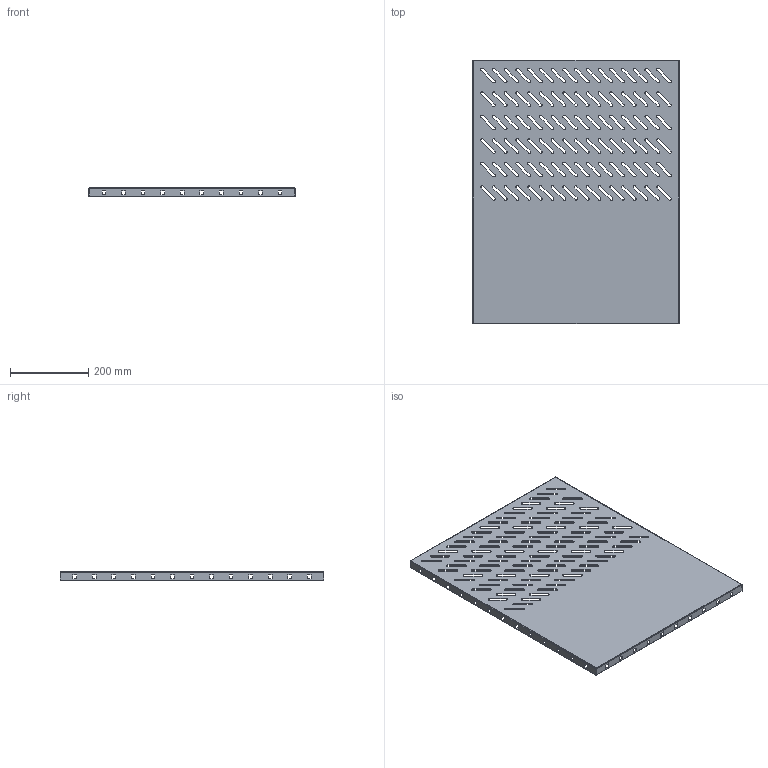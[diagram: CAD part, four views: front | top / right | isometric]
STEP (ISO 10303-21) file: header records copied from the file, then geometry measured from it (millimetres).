
FILE_DESCRIPTION (( 'STEP AP214' ), '1' );
FILE_NAME ('ÌÈ-2553.00.00.001 Ïåðåãîðîäêà ãîðèçîíòàëüíàÿ 600õ800.STEP', '2022-12-09T06:30:40', ( '' ), ( '' ), 'SwSTEP 2.0', 'SolidWorks 2021', '' );
FILE_SCHEMA (( 'AUTOMOTIVE_DESIGN' ));
Length unit declared in the file: millimetre
Products named in the file (1): ÌÈ-2553.00.00.001 Ïåðåãîðîäêà ãîðèçîíòàëüíàÿ 600õ800
Bounding box: 528 x 675 x 21 mm (x, y, z)
Volume: 366037.4 mm3; surface area: 746762.1 mm2
Topology: 1 solids, 1 shells, 702 faces, 2068 edges, 1368 vertices
Faces by surface type: plane 398, cylinder 296, bspline 8
Entity records: 24686 total; most frequent: CARTESIAN_POINT 4891, ORIENTED_EDGE 4136, DIRECTION 4006, EDGE_CURVE 2068, LINE 1464, VECTOR 1464, VERTEX_POINT 1368, AXIS2_PLACEMENT_3D 1271
